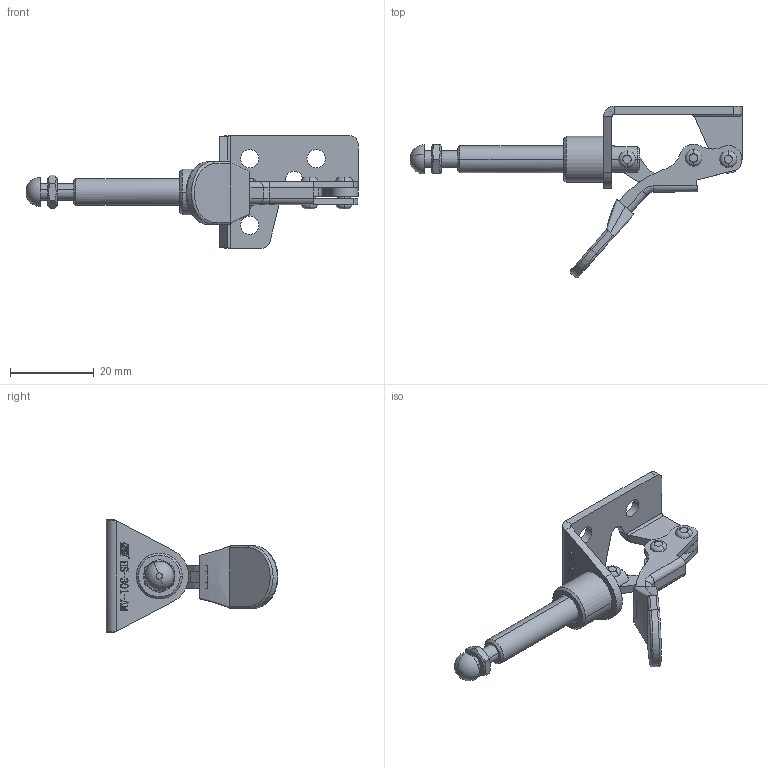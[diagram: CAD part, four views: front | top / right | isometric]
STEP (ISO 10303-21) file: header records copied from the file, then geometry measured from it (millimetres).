
FILE_DESCRIPTION (( 'STEP AP203' ), '1' );
FILE_NAME ('HS-301-AM 装配体.STEP', '2018-12-07T04:06:42', ( 'PCOS' ), ( '微软中国' ), 'SwSTEP 2.0', 'SolidWorks 2012', '' );
FILE_SCHEMA (( 'CONFIG_CONTROL_DESIGN' ));
Length unit declared in the file: millimetre
Products named in the file (10): HS-301-AM 蚾饜极; M4蹟挴; hex thin nuts-grades ab-chamfered gb_GB_FASTENER_NUT_STNAB M4-N; 挴裝; 种2; 种1; 蟀裝; 忒梟; 忒參; 菁釱
Assembly tree (10 placements, depth 2):
  HS-301-AM 蚾饜极
    菁釱
    忒參
    忒梟
    蟀裝
    种1  x2
    种2
    挴裝
    hex thin nuts-grades ab-chamfered gb_GB_FASTENER_NUT_STNAB M4-N
    M4蹟挴
Bounding box: 79.42 x 41.06 x 27 mm (x, y, z)
Volume: 5705.6 mm3; surface area: 6987.9 mm2
Topology: 10 solids, 10 shells, 568 faces, 1506 edges, 990 vertices
Faces by surface type: plane 288, bspline 136, cylinder 107, cone 19, torus 16, sphere 2
Entity records: 24325 total; most frequent: CARTESIAN_POINT 10053, ORIENTED_EDGE 2964, DIRECTION 2307, EDGE_CURVE 1482, VERTEX_POINT 976, LINE 931, VECTOR 931, AXIS2_PLACEMENT_3D 688
